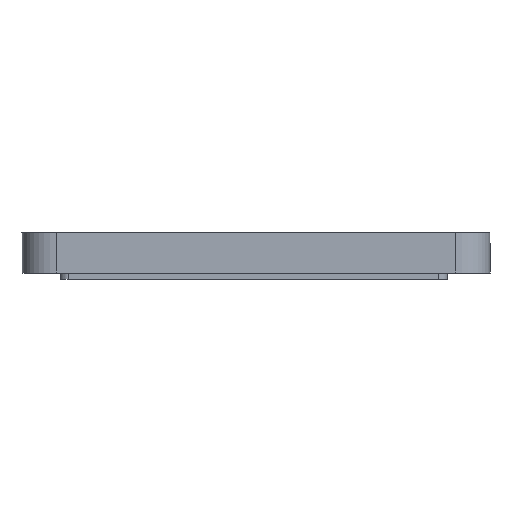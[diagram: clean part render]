
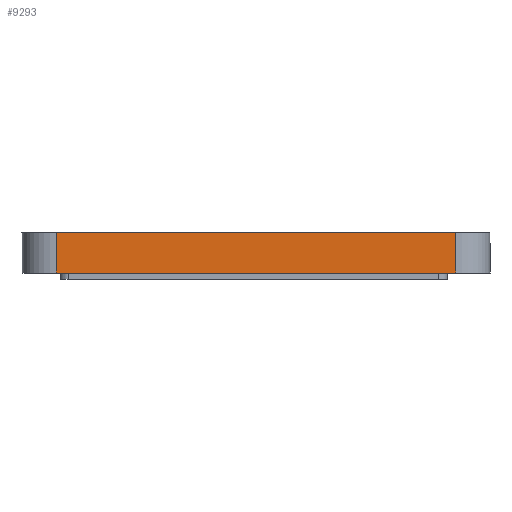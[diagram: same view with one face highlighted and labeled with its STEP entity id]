
A CAD part, front view. The second image highlights one B-rep face of the part: STEP entity #9293.
In plain terms, the highlighted planar face has unit normal (0, -1, 0).
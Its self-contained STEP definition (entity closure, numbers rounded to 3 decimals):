
#51=DIRECTION('',(-1.,0.,0.));
#52=VECTOR('',#51,9.4);
#53=CARTESIAN_POINT('',(49.075,-11.423,0.02));
#54=LINE('',#53,#52);
#1771=DIRECTION('',(1.,0.,0.));
#1772=VECTOR('',#1771,9.4);
#1773=CARTESIAN_POINT('',(39.675,-11.423,0.97));
#1774=LINE('',#1773,#1772);
#1810=DIRECTION('',(0.,0.,-1.));
#1811=VECTOR('',#1810,0.95);
#1812=CARTESIAN_POINT('',(49.075,-11.423,0.97));
#1813=LINE('',#1812,#1811);
#1824=DIRECTION('',(0.,0.,1.));
#1825=VECTOR('',#1824,0.95);
#1826=CARTESIAN_POINT('',(39.675,-11.423,0.02));
#1827=LINE('',#1826,#1825);
#7049=CARTESIAN_POINT('',(49.075,-11.423,0.02));
#7050=VERTEX_POINT('',#7049);
#7051=CARTESIAN_POINT('',(39.675,-11.423,0.02));
#7052=VERTEX_POINT('',#7051);
#7175=CARTESIAN_POINT('',(49.075,-11.423,0.97));
#7176=VERTEX_POINT('',#7175);
#7177=CARTESIAN_POINT('',(39.675,-11.423,0.97));
#7178=VERTEX_POINT('',#7177);
#9281=CARTESIAN_POINT('',(49.075,-11.423,0.97));
#9282=DIRECTION('',(0.,-1.,0.));
#9283=DIRECTION('',(-1.,0.,0.));
#9284=AXIS2_PLACEMENT_3D('',#9281,#9282,#9283);
#9285=PLANE('',#9284);
#9286=ORIENTED_EDGE('',*,*,#9273,.T.);
#9287=ORIENTED_EDGE('',*,*,#8358,.T.);
#9289=ORIENTED_EDGE('',*,*,#9288,.T.);
#9290=ORIENTED_EDGE('',*,*,#9223,.T.);
#9291=EDGE_LOOP('',(#9286,#9287,#9289,#9290));
#9292=FACE_OUTER_BOUND('',#9291,.F.);
#8358=EDGE_CURVE('',#7050,#7052,#54,.T.);
#9223=EDGE_CURVE('',#7178,#7176,#1774,.T.);
#9273=EDGE_CURVE('',#7176,#7050,#1813,.T.);
#9288=EDGE_CURVE('',#7052,#7178,#1827,.T.);
#9293=ADVANCED_FACE('',(#9292),#9285,.T.);
